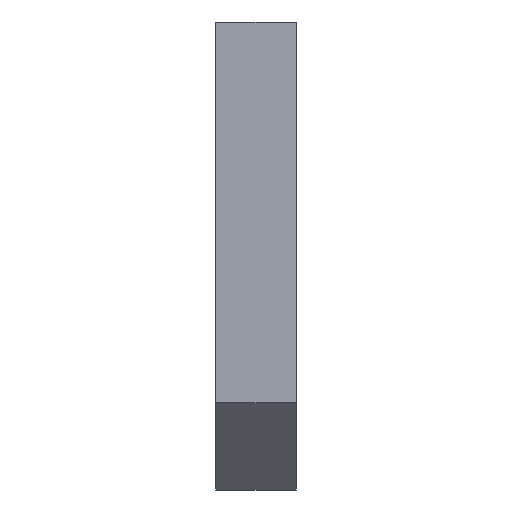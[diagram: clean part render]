
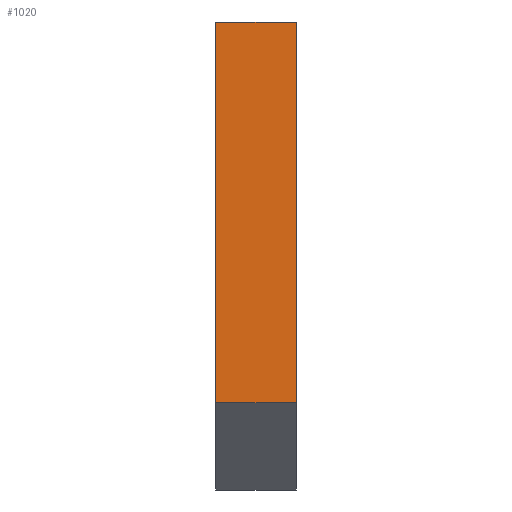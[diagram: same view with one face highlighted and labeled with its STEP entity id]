
A CAD part, left-side view. The second image highlights one B-rep face of the part: STEP entity #1020.
In plain terms, the highlighted planar face has unit normal (-1, 0, 0).
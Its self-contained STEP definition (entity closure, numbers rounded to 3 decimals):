
#30 = VERTEX_POINT ( 'NONE', #1251 ) ;
#93 = ORIENTED_EDGE ( 'NONE', *, *, #890, .T. ) ;
#195 = AXIS2_PLACEMENT_3D ( 'NONE', #1325, #916, #907 ) ;
#247 = CARTESIAN_POINT ( 'NONE',  ( -4.95, -3., 0. ) ) ;
#264 = LINE ( 'NONE', #247, #1391 ) ;
#343 = LINE ( 'NONE', #1374, #930 ) ;
#366 = EDGE_CURVE ( 'NONE', #30, #387, #1268, .T. ) ;
#387 = VERTEX_POINT ( 'NONE', #1648 ) ;
#477 = CARTESIAN_POINT ( 'NONE',  ( -4.95, 3., -10. ) ) ;
#545 = VECTOR ( 'NONE', #1012, 1000. ) ;
#597 = DIRECTION ( 'NONE',  ( 0., -1., 0. ) ) ;
#639 = DIRECTION ( 'NONE',  ( 0., 0., -1. ) ) ;
#717 = EDGE_CURVE ( 'NONE', #1372, #1070, #264, .T. ) ;
#868 = EDGE_CURVE ( 'NONE', #30, #1372, #343, .T. ) ;
#890 = EDGE_CURVE ( 'NONE', #387, #1070, #1633, .T. ) ;
#907 = DIRECTION ( 'NONE',  ( 0., 0., 1. ) ) ;
#916 = DIRECTION ( 'NONE',  ( -1., 0., 0. ) ) ;
#930 = VECTOR ( 'NONE', #597, 1000. ) ;
#946 = ORIENTED_EDGE ( 'NONE', *, *, #366, .T. ) ;
#977 = CARTESIAN_POINT ( 'NONE',  ( -4.95, 3., 0. ) ) ;
#1012 = DIRECTION ( 'NONE',  ( 0., -1., 0. ) ) ;
#1020 = ADVANCED_FACE ( 'NONE', ( #1571 ), #1413, .T. ) ;
#1070 = VERTEX_POINT ( 'NONE', #1675 ) ;
#1251 = CARTESIAN_POINT ( 'NONE',  ( -4.95, 3., 18.385 ) ) ;
#1253 = ORIENTED_EDGE ( 'NONE', *, *, #868, .F. ) ;
#1268 = LINE ( 'NONE', #977, #1692 ) ;
#1325 = CARTESIAN_POINT ( 'NONE',  ( -4.95, 3., 0. ) ) ;
#1368 = ORIENTED_EDGE ( 'NONE', *, *, #717, .F. ) ;
#1372 = VERTEX_POINT ( 'NONE', #1389 ) ;
#1374 = CARTESIAN_POINT ( 'NONE',  ( -4.95, 3., 18.385 ) ) ;
#1389 = CARTESIAN_POINT ( 'NONE',  ( -4.95, -3., 18.385 ) ) ;
#1391 = VECTOR ( 'NONE', #639, 1000. ) ;
#1413 = PLANE ( 'NONE',  #195 ) ;
#1571 = FACE_OUTER_BOUND ( 'NONE', #1592, .T. ) ;
#1592 = EDGE_LOOP ( 'NONE', ( #1368, #1253, #946, #93 ) ) ;
#1621 = DIRECTION ( 'NONE',  ( 0., 0., -1. ) ) ;
#1633 = LINE ( 'NONE', #477, #545 ) ;
#1648 = CARTESIAN_POINT ( 'NONE',  ( -4.95, 3., -10. ) ) ;
#1675 = CARTESIAN_POINT ( 'NONE',  ( -4.95, -3., -10. ) ) ;
#1692 = VECTOR ( 'NONE', #1621, 1000. ) ;
